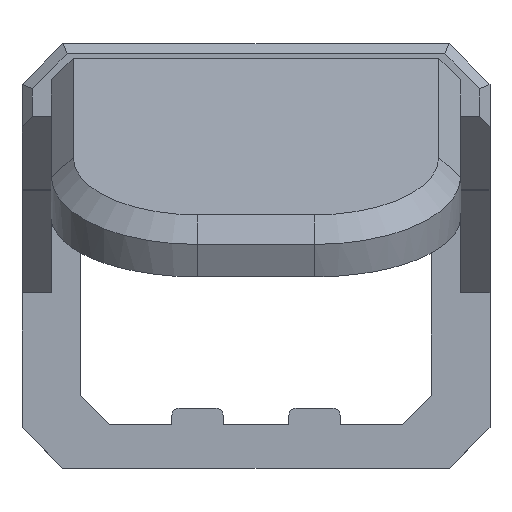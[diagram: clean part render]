
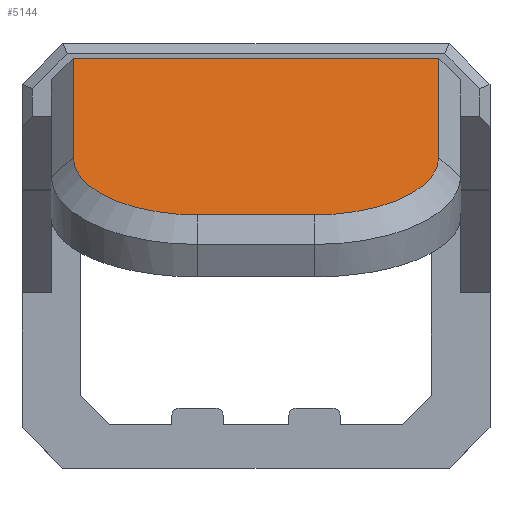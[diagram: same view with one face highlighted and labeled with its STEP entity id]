
A CAD part, top view. The second image highlights one B-rep face of the part: STEP entity #5144.
In plain terms, the highlighted planar face has unit normal (0, 0.887, 0.462).
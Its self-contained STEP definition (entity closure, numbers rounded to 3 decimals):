
#1451=DIRECTION('',(-1.,0.,0.));
#1452=VECTOR('',#1451,25.);
#1453=CARTESIAN_POINT('',(12.5,15.,36.));
#1454=LINE('',#1453,#1452);
#1731=DIRECTION('',(0.,0.462,-0.887));
#1732=VECTOR('',#1731,14.802);
#1733=CARTESIAN_POINT('',(-12.5,8.165,49.13));
#1734=LINE('',#1733,#1732);
#1744=CARTESIAN_POINT('',(4.,8.165,49.13));
#1745=DIRECTION('',(0.,0.887,0.462));
#1746=DIRECTION('',(0.,-0.462,0.887));
#1747=AXIS2_PLACEMENT_3D('',#1744,#1745,#1746);
#1753=DIRECTION('',(-1.,0.,0.));
#1754=VECTOR('',#1753,8.);
#1755=CARTESIAN_POINT('',(4.,4.241,56.669));
#1756=LINE('',#1755,#1754);
#1770=CARTESIAN_POINT('',(-4.,8.165,49.13));
#1771=DIRECTION('',(0.,0.887,0.462));
#1772=DIRECTION('',(-1.,0.,0.));
#1773=AXIS2_PLACEMENT_3D('',#1770,#1771,#1772);
#1783=DIRECTION('',(0.,0.462,-0.887));
#1784=VECTOR('',#1783,14.802);
#1785=CARTESIAN_POINT('',(12.5,8.165,49.13));
#1786=LINE('',#1785,#1784);
#2106=CARTESIAN_POINT('',(12.5,15.,36.));
#2108=VERTEX_POINT('',#2106);
#2112=CARTESIAN_POINT('',(12.5,8.165,49.13));
#2113=VERTEX_POINT('',#2112);
#2116=CARTESIAN_POINT('',(4.,4.241,56.669));
#2117=VERTEX_POINT('',#2116);
#2118=CARTESIAN_POINT('',(-4.,4.241,56.669));
#2119=VERTEX_POINT('',#2118);
#2124=CARTESIAN_POINT('',(-12.5,8.165,49.13));
#2125=VERTEX_POINT('',#2124);
#2128=CARTESIAN_POINT('',(-12.5,15.,36.));
#2129=VERTEX_POINT('',#2128);
#5127=CARTESIAN_POINT('',(14.,3.548,58.));
#5128=DIRECTION('',(0.,0.887,0.462));
#5129=DIRECTION('',(0.,0.462,-0.887));
#5130=AXIS2_PLACEMENT_3D('',#5127,#5128,#5129);
#5131=PLANE('',#5130);
#5133=ORIENTED_EDGE('',*,*,#5132,.F.);
#5135=ORIENTED_EDGE('',*,*,#5134,.T.);
#5137=ORIENTED_EDGE('',*,*,#5136,.F.);
#5138=ORIENTED_EDGE('',*,*,#5120,.T.);
#5139=ORIENTED_EDGE('',*,*,#4788,.F.);
#5141=ORIENTED_EDGE('',*,*,#5140,.F.);
#5142=EDGE_LOOP('',(#5133,#5135,#5137,#5138,#5139,#5141));
#5143=FACE_OUTER_BOUND('',#5142,.F.);
#5144=ADVANCED_FACE('',(#5143),#5131,.T.);
#1748=CIRCLE('',#1747,8.5);
#1774=CIRCLE('',#1773,8.5);
#4788=EDGE_CURVE('',#2108,#2129,#1454,.T.);
#5120=EDGE_CURVE('',#2125,#2129,#1734,.T.);
#5132=EDGE_CURVE('',#2117,#2113,#1748,.T.);
#5134=EDGE_CURVE('',#2117,#2119,#1756,.T.);
#5136=EDGE_CURVE('',#2125,#2119,#1774,.T.);
#5140=EDGE_CURVE('',#2113,#2108,#1786,.T.);
